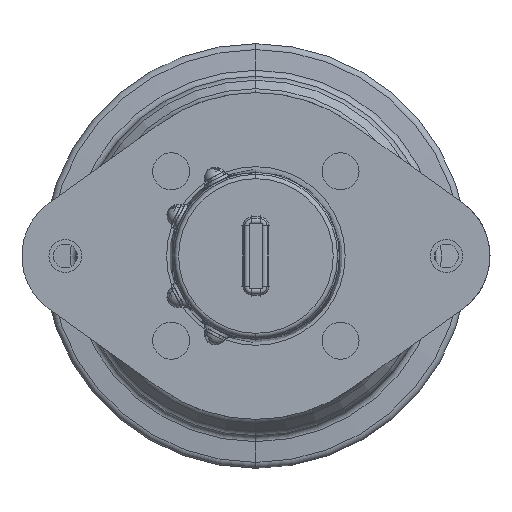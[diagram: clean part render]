
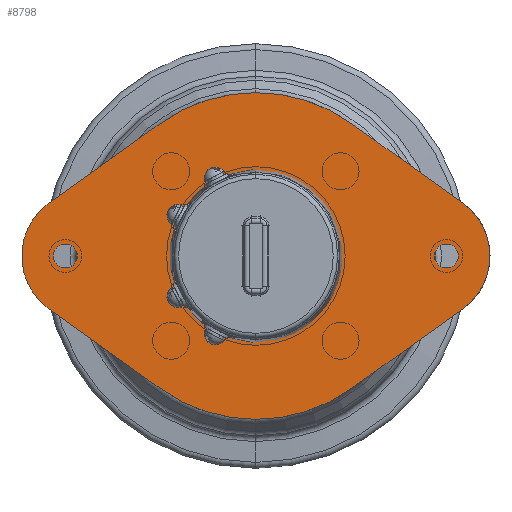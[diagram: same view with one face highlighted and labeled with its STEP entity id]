
A CAD part, front view. The second image highlights one B-rep face of the part: STEP entity #8798.
In plain terms, the highlighted planar face has unit normal (0, -1, 0).
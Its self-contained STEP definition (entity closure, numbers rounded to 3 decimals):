
#835 = DIRECTION ( 'NONE',  ( 0., 0., 1. ) ) ;
#837 = DIRECTION ( 'NONE',  ( 0., 0., 1. ) ) ;
#839 = CARTESIAN_POINT ( 'NONE',  ( -57.5, -109.998, 0. ) ) ;
#845 = DIRECTION ( 'NONE',  ( 0.814, 0., -0.581 ) ) ;
#847 = CARTESIAN_POINT ( 'NONE',  ( 63.548, -109.998, 61.062 ) ) ;
#851 = CARTESIAN_POINT ( 'NONE',  ( 20., -109.998, 0. ) ) ;
#859 = DIRECTION ( 'NONE',  ( 0., 1., 0. ) ) ;
#860 = DIRECTION ( 'NONE',  ( 0., -1., 0. ) ) ;
#874 = CARTESIAN_POINT ( 'NONE',  ( 20., -109.998, 0. ) ) ;
#879 = DIRECTION ( 'NONE',  ( 0., 0., 1. ) ) ;
#883 = CARTESIAN_POINT ( 'NONE',  ( 20., -109.998, 0. ) ) ;
#884 = DIRECTION ( 'NONE',  ( 0., 1., 0. ) ) ;
#885 = DIRECTION ( 'NONE',  ( 0., 0., 1. ) ) ;
#906 = DIRECTION ( 'NONE',  ( 0., -1., 0. ) ) ;
#912 = CARTESIAN_POINT ( 'NONE',  ( 20., -109.998, 0. ) ) ;
#913 = CARTESIAN_POINT ( 'NONE',  ( 97.5, -109.998, 0. ) ) ;
#917 = DIRECTION ( 'NONE',  ( 0., 0., 1. ) ) ;
#919 = DIRECTION ( 'NONE',  ( 0., 1., 0. ) ) ;
#927 = DIRECTION ( 'NONE',  ( 0., 0., 1. ) ) ;
#929 = DIRECTION ( 'NONE',  ( 0., 1., 0. ) ) ;
#961 = DIRECTION ( 'NONE',  ( 0., 0., 1. ) ) ;
#963 = CARTESIAN_POINT ( 'NONE',  ( -74.919, -109.998, 24.425 ) ) ;
#971 = CARTESIAN_POINT ( 'NONE',  ( 107.5, -109.998, 0. ) ) ;
#988 = DIRECTION ( 'NONE',  ( 0.814, 0., 0.581 ) ) ;
#997 = DIRECTION ( 'NONE',  ( 0., -1., 0. ) ) ;
#1040 = CARTESIAN_POINT ( 'NONE',  ( 20., -109.998, 0. ) ) ;
#1047 = DIRECTION ( 'NONE',  ( 0., 0., 1. ) ) ;
#1060 = DIRECTION ( 'NONE',  ( 0., 1., 0. ) ) ;
#1061 = CARTESIAN_POINT ( 'NONE',  ( 63.548, -109.998, -61.062 ) ) ;
#1070 = DIRECTION ( 'NONE',  ( -0.814, 0., -0.581 ) ) ;
#2366 = VERTEX_POINT ( 'NONE', #18613 ) ;
#2370 = VERTEX_POINT ( 'NONE', #18599 ) ;
#2373 = VERTEX_POINT ( 'NONE', #18603 ) ;
#2374 = VERTEX_POINT ( 'NONE', #18566 ) ;
#2375 = VERTEX_POINT ( 'NONE', #18559 ) ;
#2382 = VERTEX_POINT ( 'NONE', #18661 ) ;
#2385 = VERTEX_POINT ( 'NONE', #18671 ) ;
#2388 = VERTEX_POINT ( 'NONE', #18656 ) ;
#2393 = VERTEX_POINT ( 'NONE', #18666 ) ;
#2396 = VERTEX_POINT ( 'NONE', #18624 ) ;
#2397 = VERTEX_POINT ( 'NONE', #18657 ) ;
#2398 = VERTEX_POINT ( 'NONE', #18676 ) ;
#2401 = VERTEX_POINT ( 'NONE', #18631 ) ;
#2402 = VERTEX_POINT ( 'NONE', #18658 ) ;
#2403 = VERTEX_POINT ( 'NONE', #18627 ) ;
#4263 = PLANE ( 'NONE',  #22397 ) ;
#4266 = DIRECTION ( 'NONE',  ( 0., 0., 1. ) ) ;
#4298 = CARTESIAN_POINT ( 'NONE',  ( -57.5, -109.998, 0. ) ) ;
#4305 = DIRECTION ( 'NONE',  ( 0., 1., 0. ) ) ;
#8798 = ADVANCED_FACE ( 'NONE', ( #24420, #24378, #24412, #24416 ), #4263, .F. ) ;
#9128 = EDGE_CURVE ( 'NONE', #2403, #2393, #11152, .T. ) ;
#9129 = EDGE_CURVE ( 'NONE', #2388, #2375, #11146, .T. ) ;
#9131 = EDGE_CURVE ( 'NONE', #2375, #2388, #11150, .T. ) ;
#9136 = EDGE_CURVE ( 'NONE', #2374, #2385, #11147, .T. ) ;
#9148 = EDGE_CURVE ( 'NONE', #2385, #2370, #9232, .T. ) ;
#9151 = EDGE_CURVE ( 'NONE', #2397, #2398, #11128, .T. ) ;
#9155 = EDGE_CURVE ( 'NONE', #2402, #2373, #9256, .T. ) ;
#9167 = EDGE_CURVE ( 'NONE', #2373, #2402, #9314, .T. ) ;
#9172 = EDGE_CURVE ( 'NONE', #2366, #2382, #9304, .T. ) ;
#9175 = EDGE_CURVE ( 'NONE', #2398, #2396, #9287, .T. ) ;
#9176 = EDGE_CURVE ( 'NONE', #2382, #2374, #9339, .T. ) ;
#9191 = VECTOR ( 'NONE', #845, 1000. ) ;
#9208 = EDGE_CURVE ( 'NONE', #2393, #2403, #9276, .T. ) ;
#9217 = EDGE_CURVE ( 'NONE', #2370, #2401, #9342, .T. ) ;
#9232 = CIRCLE ( 'NONE', #27833, 30. ) ;
#9256 = CIRCLE ( 'NONE', #27748, 38.5 ) ;
#9266 = EDGE_CURVE ( 'NONE', #2396, #2366, #9391, .T. ) ;
#9271 = EDGE_CURVE ( 'NONE', #2401, #2397, #9513, .T. ) ;
#9274 = VECTOR ( 'NONE', #988, 1000. ) ;
#9276 = CIRCLE ( 'NONE', #27886, 5.5 ) ;
#9287 = CIRCLE ( 'NONE', #27923, 30. ) ;
#9304 = CIRCLE ( 'NONE', #27928, 75. ) ;
#9314 = CIRCLE ( 'NONE', #27897, 38.5 ) ;
#9339 = CIRCLE ( 'NONE', #27863, 75. ) ;
#9342 = LINE ( 'NONE', #963, #9274 ) ;
#9391 = LINE ( 'NONE', #1061, #9431 ) ;
#9431 = VECTOR ( 'NONE', #1070, 1000. ) ;
#9513 = CIRCLE ( 'NONE', #27899, 75. ) ;
#11128 = LINE ( 'NONE', #847, #9191 ) ;
#11134 = VECTOR ( 'NONE', #20583, 1000. ) ;
#11146 = CIRCLE ( 'NONE', #27783, 5.5 ) ;
#11147 = LINE ( 'NONE', #20584, #11134 ) ;
#11150 = CIRCLE ( 'NONE', #27812, 5.5 ) ;
#11152 = CIRCLE ( 'NONE', #27802, 5.5 ) ;
#12146 = ORIENTED_EDGE ( 'NONE', *, *, #9155, .F. ) ;
#12149 = ORIENTED_EDGE ( 'NONE', *, *, #9131, .F. ) ;
#12165 = ORIENTED_EDGE ( 'NONE', *, *, #9148, .F. ) ;
#12170 = ORIENTED_EDGE ( 'NONE', *, *, #9136, .F. ) ;
#12181 = ORIENTED_EDGE ( 'NONE', *, *, #9266, .F. ) ;
#12189 = ORIENTED_EDGE ( 'NONE', *, *, #9167, .F. ) ;
#12191 = ORIENTED_EDGE ( 'NONE', *, *, #9129, .F. ) ;
#12195 = ORIENTED_EDGE ( 'NONE', *, *, #9271, .F. ) ;
#12200 = ORIENTED_EDGE ( 'NONE', *, *, #9176, .F. ) ;
#12207 = ORIENTED_EDGE ( 'NONE', *, *, #9175, .F. ) ;
#12211 = ORIENTED_EDGE ( 'NONE', *, *, #9217, .F. ) ;
#12216 = ORIENTED_EDGE ( 'NONE', *, *, #9128, .F. ) ;
#12225 = ORIENTED_EDGE ( 'NONE', *, *, #9172, .F. ) ;
#12227 = ORIENTED_EDGE ( 'NONE', *, *, #9208, .F. ) ;
#12247 = ORIENTED_EDGE ( 'NONE', *, *, #9151, .F. ) ;
#13070 = EDGE_LOOP ( 'NONE', ( #12189, #12146 ) ) ;
#13092 = EDGE_LOOP ( 'NONE', ( #12227, #12216 ) ) ;
#13093 = EDGE_LOOP ( 'NONE', ( #12165, #12170, #12200, #12225, #12181, #12207, #12247, #12195, #12211 ) ) ;
#13140 = EDGE_LOOP ( 'NONE', ( #12191, #12149 ) ) ;
#18559 = CARTESIAN_POINT ( 'NONE',  ( -67.5, -109.998, -5.5 ) ) ;
#18566 = CARTESIAN_POINT ( 'NONE',  ( -23.548, -109.998, -61.062 ) ) ;
#18599 = CARTESIAN_POINT ( 'NONE',  ( -74.919, -109.998, 24.425 ) ) ;
#18603 = CARTESIAN_POINT ( 'NONE',  ( 20., -109.998, 38.5 ) ) ;
#18613 = CARTESIAN_POINT ( 'NONE',  ( 63.548, -109.998, -61.062 ) ) ;
#18624 = CARTESIAN_POINT ( 'NONE',  ( 114.919, -109.998, -24.425 ) ) ;
#18627 = CARTESIAN_POINT ( 'NONE',  ( 107.5, -109.998, -5.5 ) ) ;
#18631 = CARTESIAN_POINT ( 'NONE',  ( -23.548, -109.998, 61.062 ) ) ;
#18656 = CARTESIAN_POINT ( 'NONE',  ( -67.5, -109.998, 5.5 ) ) ;
#18657 = CARTESIAN_POINT ( 'NONE',  ( 63.548, -109.998, 61.062 ) ) ;
#18658 = CARTESIAN_POINT ( 'NONE',  ( 20., -109.998, -38.5 ) ) ;
#18661 = CARTESIAN_POINT ( 'NONE',  ( 20., -109.998, -75. ) ) ;
#18666 = CARTESIAN_POINT ( 'NONE',  ( 107.5, -109.998, 5.5 ) ) ;
#18671 = CARTESIAN_POINT ( 'NONE',  ( -74.919, -109.998, -24.425 ) ) ;
#18676 = CARTESIAN_POINT ( 'NONE',  ( 114.919, -109.998, 24.425 ) ) ;
#20532 = CARTESIAN_POINT ( 'NONE',  ( 107.5, -109.998, 0. ) ) ;
#20543 = DIRECTION ( 'NONE',  ( 0., -1., 0. ) ) ;
#20548 = CARTESIAN_POINT ( 'NONE',  ( -67.5, -109.998, 0. ) ) ;
#20550 = DIRECTION ( 'NONE',  ( 0., 0., 1. ) ) ;
#20560 = DIRECTION ( 'NONE',  ( 0., -1., 0. ) ) ;
#20563 = DIRECTION ( 'NONE',  ( 0., 0., 1. ) ) ;
#20572 = DIRECTION ( 'NONE',  ( 0., -1., 0. ) ) ;
#20578 = CARTESIAN_POINT ( 'NONE',  ( -67.5, -109.998, 0. ) ) ;
#20579 = DIRECTION ( 'NONE',  ( 0., 0., 1. ) ) ;
#20583 = DIRECTION ( 'NONE',  ( -0.814, 0., 0.581 ) ) ;
#20584 = CARTESIAN_POINT ( 'NONE',  ( -74.919, -109.998, -24.425 ) ) ;
#22397 = AXIS2_PLACEMENT_3D ( 'NONE', #4298, #4305, #4266 ) ;
#24378 = FACE_BOUND ( 'NONE', #13140, .T. ) ;
#24412 = FACE_BOUND ( 'NONE', #13070, .T. ) ;
#24416 = FACE_OUTER_BOUND ( 'NONE', #13093, .T. ) ;
#24420 = FACE_BOUND ( 'NONE', #13092, .T. ) ;
#27748 = AXIS2_PLACEMENT_3D ( 'NONE', #851, #860, #837 ) ;
#27783 = AXIS2_PLACEMENT_3D ( 'NONE', #20548, #20560, #20563 ) ;
#27802 = AXIS2_PLACEMENT_3D ( 'NONE', #20532, #20572, #20550 ) ;
#27812 = AXIS2_PLACEMENT_3D ( 'NONE', #20578, #20543, #20579 ) ;
#27833 = AXIS2_PLACEMENT_3D ( 'NONE', #839, #859, #835 ) ;
#27863 = AXIS2_PLACEMENT_3D ( 'NONE', #883, #929, #927 ) ;
#27886 = AXIS2_PLACEMENT_3D ( 'NONE', #971, #997, #961 ) ;
#27897 = AXIS2_PLACEMENT_3D ( 'NONE', #874, #906, #879 ) ;
#27899 = AXIS2_PLACEMENT_3D ( 'NONE', #1040, #1060, #1047 ) ;
#27923 = AXIS2_PLACEMENT_3D ( 'NONE', #913, #919, #917 ) ;
#27928 = AXIS2_PLACEMENT_3D ( 'NONE', #912, #884, #885 ) ;
